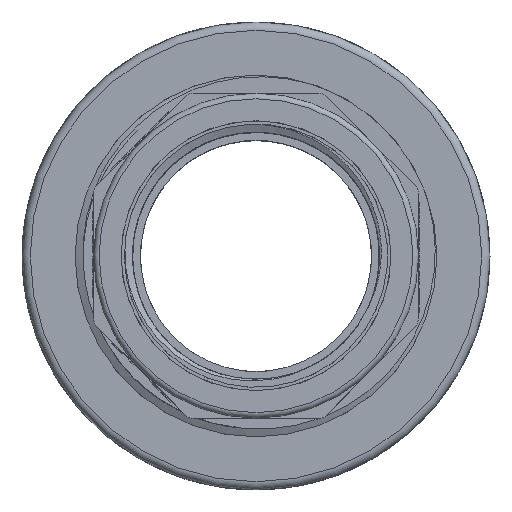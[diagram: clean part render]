
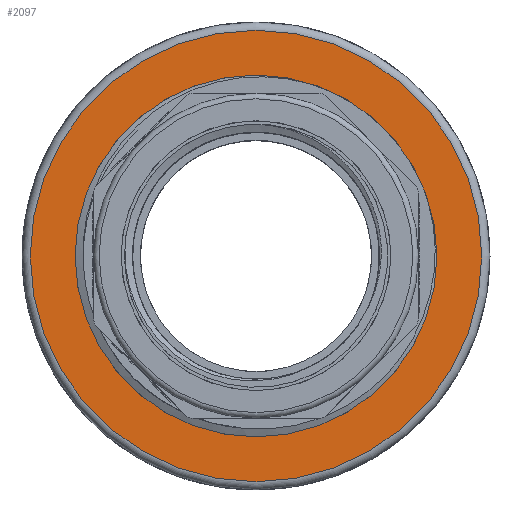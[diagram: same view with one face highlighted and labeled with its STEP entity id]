
A CAD part, top view. The second image highlights one B-rep face of the part: STEP entity #2097.
In plain terms, the highlighted planar face has unit normal (0, 0, 1).
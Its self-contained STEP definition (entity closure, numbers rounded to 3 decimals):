
#2097=ADVANCED_FACE('',(#5335,#5336),#3735,.T.);
#3735=PLANE('',#32630);
#5116=CIRCLE('',#32628,41.);
#5117=CIRCLE('',#32629,32.855);
#5335=FACE_BOUND('',#5592,.T.);
#5336=FACE_BOUND('',#5593,.T.);
#5592=EDGE_LOOP('',(#15329));
#5593=EDGE_LOOP('',(#15330));
#15329=ORIENTED_EDGE('',*,*,#27555,.T.);
#15330=ORIENTED_EDGE('',*,*,#27556,.T.);
#24436=VERTEX_POINT('',#43860);
#24437=VERTEX_POINT('',#43862);
#27555=EDGE_CURVE('',#24436,#24436,#5116,.T.);
#27556=EDGE_CURVE('',#24437,#24437,#5117,.T.);
#32628=AXIS2_PLACEMENT_3D('',#43859,#34794,#34795);
#32629=AXIS2_PLACEMENT_3D('',#43861,#34796,#34797);
#32630=AXIS2_PLACEMENT_3D('',#43863,#34798,#34799);
#34794=DIRECTION('',(0.,0.,1.));
#34795=DIRECTION('',(1.,0.,0.));
#34796=DIRECTION('',(0.,0.,-1.));
#34797=DIRECTION('',(1.,0.,0.));
#34798=DIRECTION('',(0.,0.,1.));
#34799=DIRECTION('',(-1.,0.,0.));
#43859=CARTESIAN_POINT('',(358.,0.,30.22));
#43860=CARTESIAN_POINT('',(399.,0.,30.22));
#43861=CARTESIAN_POINT('',(358.,0.,30.22));
#43862=CARTESIAN_POINT('',(390.855,0.,30.22));
#43863=CARTESIAN_POINT('',(358.,0.,30.22));
